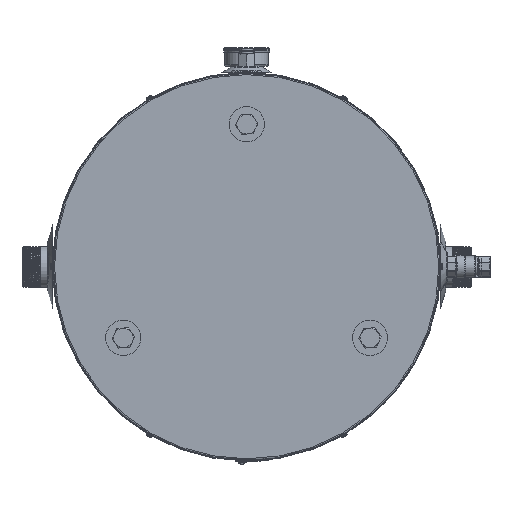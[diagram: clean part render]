
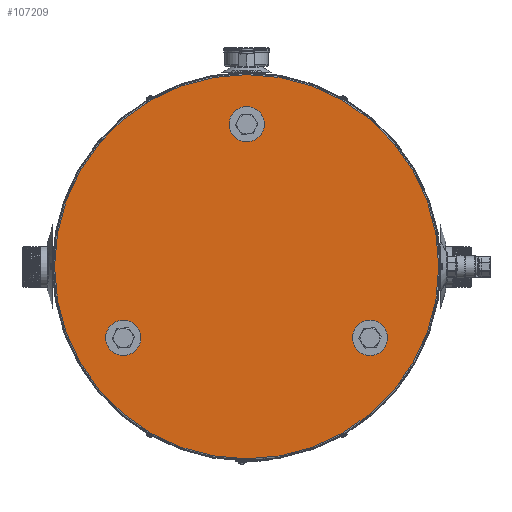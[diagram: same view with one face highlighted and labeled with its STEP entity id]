
A CAD part, front view. The second image highlights one B-rep face of the part: STEP entity #107209.
In plain terms, the highlighted planar face has unit normal (0, -1, 0).
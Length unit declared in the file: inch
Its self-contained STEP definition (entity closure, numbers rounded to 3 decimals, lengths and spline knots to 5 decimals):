
#1692 = VERTEX_POINT ( 'NONE', #81845 ) ;
#3251 = EDGE_LOOP ( 'NONE', ( #110997 ) ) ;
#4881 = ORIENTED_EDGE ( 'NONE', *, *, #68177, .T. ) ;
#7379 = DIRECTION ( 'NONE',  ( 0., 0., 1. ) ) ;
#9016 = AXIS2_PLACEMENT_3D ( 'NONE', #16450, #42462, #7379 ) ;
#9698 = CARTESIAN_POINT ( 'NONE',  ( 0., 1.47, 0. ) ) ;
#12205 = EDGE_LOOP ( 'NONE', ( #66842 ) ) ;
#14075 = AXIS2_PLACEMENT_3D ( 'NONE', #80130, #25985, #71125 ) ;
#16117 = CARTESIAN_POINT ( 'NONE',  ( -7., 1.47, -3.04145 ) ) ;
#16450 = CARTESIAN_POINT ( 'NONE',  ( 0., 1.47, 8.0829 ) ) ;
#17747 = CARTESIAN_POINT ( 'NONE',  ( 7., 1.47, -4.04145 ) ) ;
#22216 = EDGE_CURVE ( 'NONE', #113107, #113107, #49091, .T. ) ;
#25985 = DIRECTION ( 'NONE',  ( 0., 1., 0. ) ) ;
#26086 = DIRECTION ( 'NONE',  ( 0., 1., 0. ) ) ;
#28176 = CARTESIAN_POINT ( 'NONE',  ( 7., 1.47, -3.04145 ) ) ;
#29863 = EDGE_LOOP ( 'NONE', ( #4881 ) ) ;
#34343 = CIRCLE ( 'NONE', #9016, 1. ) ;
#35120 = DIRECTION ( 'NONE',  ( 0., 0., 1. ) ) ;
#36551 = PLANE ( 'NONE',  #79057 ) ;
#39317 = EDGE_CURVE ( 'NONE', #49762, #49762, #87914, .T. ) ;
#42309 = VERTEX_POINT ( 'NONE', #16117 ) ;
#42462 = DIRECTION ( 'NONE',  ( 0., 1., 0. ) ) ;
#48771 = EDGE_CURVE ( 'NONE', #1692, #1692, #34343, .T. ) ;
#49091 = CIRCLE ( 'NONE', #67607, 1. ) ;
#49762 = VERTEX_POINT ( 'NONE', #79186 ) ;
#54993 = EDGE_LOOP ( 'NONE', ( #72654 ) ) ;
#66582 = CIRCLE ( 'NONE', #14075, 1. ) ;
#66842 = ORIENTED_EDGE ( 'NONE', *, *, #22216, .T. ) ;
#67607 = AXIS2_PLACEMENT_3D ( 'NONE', #17747, #26086, #35120 ) ;
#68177 = EDGE_CURVE ( 'NONE', #42309, #42309, #66582, .T. ) ;
#71112 = DIRECTION ( 'NONE',  ( 0., 1., 0. ) ) ;
#71125 = DIRECTION ( 'NONE',  ( 0., 0., 1. ) ) ;
#72654 = ORIENTED_EDGE ( 'NONE', *, *, #48771, .T. ) ;
#75121 = DIRECTION ( 'NONE',  ( 0., -1., 0. ) ) ;
#79057 = AXIS2_PLACEMENT_3D ( 'NONE', #9698, #71112, #99672 ) ;
#79186 = CARTESIAN_POINT ( 'NONE',  ( 0., 1.47, -10.905 ) ) ;
#80130 = CARTESIAN_POINT ( 'NONE',  ( -7., 1.47, -4.04145 ) ) ;
#81845 = CARTESIAN_POINT ( 'NONE',  ( 0., 1.47, 9.0829 ) ) ;
#86036 = FACE_BOUND ( 'NONE', #54993, .T. ) ;
#87914 = CIRCLE ( 'NONE', #108902, 10.905 ) ;
#88807 = FACE_OUTER_BOUND ( 'NONE', #3251, .T. ) ;
#99672 = DIRECTION ( 'NONE',  ( 0., 0., 1. ) ) ;
#101797 = CARTESIAN_POINT ( 'NONE',  ( 0., 1.47, 0. ) ) ;
#107209 = ADVANCED_FACE ( 'NONE', ( #109948, #112787, #86036, #88807 ), #36551, .F. ) ;
#108902 = AXIS2_PLACEMENT_3D ( 'NONE', #101797, #75121, #110860 ) ;
#109948 = FACE_BOUND ( 'NONE', #29863, .T. ) ;
#110860 = DIRECTION ( 'NONE',  ( 0., 0., -1. ) ) ;
#110997 = ORIENTED_EDGE ( 'NONE', *, *, #39317, .T. ) ;
#112787 = FACE_BOUND ( 'NONE', #12205, .T. ) ;
#113107 = VERTEX_POINT ( 'NONE', #28176 ) ;
